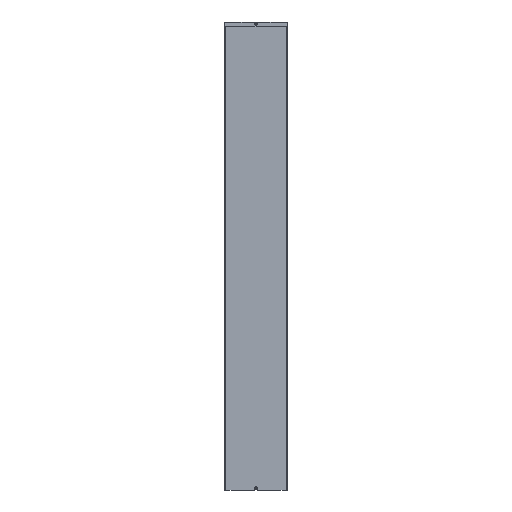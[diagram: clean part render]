
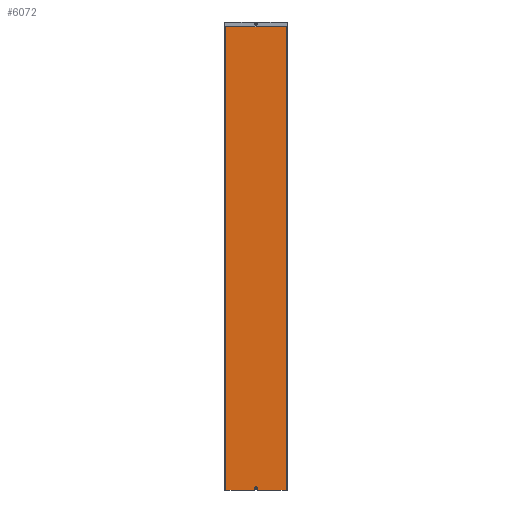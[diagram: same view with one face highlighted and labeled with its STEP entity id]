
A CAD part, front view. The second image highlights one B-rep face of the part: STEP entity #6072.
In plain terms, the highlighted planar face has unit normal (0, -1, 0).
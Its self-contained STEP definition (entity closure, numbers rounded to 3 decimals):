
#65 = CARTESIAN_POINT ( 'NONE',  ( -200., 0., -2969. ) ) ;
#130 = CARTESIAN_POINT ( 'NONE',  ( -200., 0., -2968.5 ) ) ;
#156 = DIRECTION ( 'NONE',  ( 0., -1., 0. ) ) ;
#176 = CIRCLE ( 'NONE', #5007, 7.3 ) ;
#247 = EDGE_CURVE ( 'NONE', #964, #5425, #7982, .T. ) ;
#343 = DIRECTION ( 'NONE',  ( 1., 0., 0. ) ) ;
#406 = VECTOR ( 'NONE', #343, 1000. ) ;
#414 = AXIS2_PLACEMENT_3D ( 'NONE', #993, #5516, #1651 ) ;
#501 = CARTESIAN_POINT ( 'NONE',  ( 0., 0., 0. ) ) ;
#518 = LINE ( 'NONE', #65, #3622 ) ;
#565 = EDGE_CURVE ( 'NONE', #1989, #7744, #1735, .T. ) ;
#592 = DIRECTION ( 'NONE',  ( 1., 0., 0. ) ) ;
#615 = VECTOR ( 'NONE', #2513, 1000. ) ;
#898 = VERTEX_POINT ( 'NONE', #4114 ) ;
#964 = VERTEX_POINT ( 'NONE', #4136 ) ;
#993 = CARTESIAN_POINT ( 'NONE',  ( -10.5, 0., -2969.5 ) ) ;
#1171 = EDGE_CURVE ( 'NONE', #7168, #6052, #6225, .T. ) ;
#1185 = CARTESIAN_POINT ( 'NONE',  ( -11.207, 0., -2968.793 ) ) ;
#1214 = CARTESIAN_POINT ( 'NONE',  ( -11.621, 0., -2969. ) ) ;
#1341 = ORIENTED_EDGE ( 'NONE', *, *, #2125, .F. ) ;
#1365 = ORIENTED_EDGE ( 'NONE', *, *, #565, .T. ) ;
#1415 = LINE ( 'NONE', #6461, #3506 ) ;
#1444 = ORIENTED_EDGE ( 'NONE', *, *, #5421, .T. ) ;
#1498 = CARTESIAN_POINT ( 'NONE',  ( 200., 0., 0. ) ) ;
#1651 = DIRECTION ( 'NONE',  ( 0., 0., 1. ) ) ;
#1671 = CARTESIAN_POINT ( 'NONE',  ( 11.621, 0., -2969. ) ) ;
#1729 = VECTOR ( 'NONE', #2686, 1000. ) ;
#1735 = CIRCLE ( 'NONE', #2150, 7.3 ) ;
#1768 = CARTESIAN_POINT ( 'NONE',  ( -199., 0., 0. ) ) ;
#1882 = EDGE_CURVE ( 'NONE', #4235, #898, #1415, .T. ) ;
#1989 = VERTEX_POINT ( 'NONE', #5817 ) ;
#2125 = EDGE_CURVE ( 'NONE', #6052, #7188, #3026, .T. ) ;
#2150 = AXIS2_PLACEMENT_3D ( 'NONE', #5751, #5742, #5718 ) ;
#2153 = VECTOR ( 'NONE', #7926, 1000. ) ;
#2283 = EDGE_CURVE ( 'NONE', #3803, #6604, #5171, .T. ) ;
#2390 = CARTESIAN_POINT ( 'NONE',  ( 199., 0., -2969. ) ) ;
#2407 = CARTESIAN_POINT ( 'NONE',  ( 11.621, 0., -2968.5 ) ) ;
#2412 = ORIENTED_EDGE ( 'NONE', *, *, #4696, .T. ) ;
#2415 = EDGE_CURVE ( 'NONE', #5425, #3803, #7578, .T. ) ;
#2508 = CARTESIAN_POINT ( 'NONE',  ( 11.414, 0., -2969. ) ) ;
#2513 = DIRECTION ( 'NONE',  ( 0., 0., 1. ) ) ;
#2535 = DIRECTION ( 'NONE',  ( 0.707, 0., -0.707 ) ) ;
#2550 = VERTEX_POINT ( 'NONE', #5757 ) ;
#2562 = ORIENTED_EDGE ( 'NONE', *, *, #7813, .F. ) ;
#2631 = CARTESIAN_POINT ( 'NONE',  ( -199., 0., -2969. ) ) ;
#2686 = DIRECTION ( 'NONE',  ( 0., 0., 1. ) ) ;
#2758 = LINE ( 'NONE', #7020, #2153 ) ;
#2798 = VECTOR ( 'NONE', #7000, 1000. ) ;
#2873 = VERTEX_POINT ( 'NONE', #4518 ) ;
#2876 = CIRCLE ( 'NONE', #3842, 0.5 ) ;
#2966 = EDGE_CURVE ( 'NONE', #7168, #3375, #518, .T. ) ;
#3026 = LINE ( 'NONE', #1498, #6114 ) ;
#3065 = ORIENTED_EDGE ( 'NONE', *, *, #6375, .T. ) ;
#3104 = ORIENTED_EDGE ( 'NONE', *, *, #5602, .T. ) ;
#3134 = CARTESIAN_POINT ( 'NONE',  ( 0., 0., -2955. ) ) ;
#3158 = DIRECTION ( 'NONE',  ( 0., 1., 0. ) ) ;
#3190 = DIRECTION ( 'NONE',  ( 0., 0., 1. ) ) ;
#3273 = LINE ( 'NONE', #2390, #615 ) ;
#3375 = VERTEX_POINT ( 'NONE', #1214 ) ;
#3506 = VECTOR ( 'NONE', #4557, 1000. ) ;
#3587 = EDGE_CURVE ( 'NONE', #7744, #1989, #176, .T. ) ;
#3622 = VECTOR ( 'NONE', #4083, 1000. ) ;
#3648 = CARTESIAN_POINT ( 'NONE',  ( 10.5, 0., -2969.5 ) ) ;
#3678 = DIRECTION ( 'NONE',  ( 0., 1., 0. ) ) ;
#3689 = DIRECTION ( 'NONE',  ( 0., 0., 1. ) ) ;
#3803 = VERTEX_POINT ( 'NONE', #5013 ) ;
#3842 = AXIS2_PLACEMENT_3D ( 'NONE', #2407, #156, #7510 ) ;
#3945 = CARTESIAN_POINT ( 'NONE',  ( 11.268, 0., -2968.854 ) ) ;
#3951 = ORIENTED_EDGE ( 'NONE', *, *, #3587, .T. ) ;
#4047 = DIRECTION ( 'NONE',  ( 1., 0., 0. ) ) ;
#4063 = ORIENTED_EDGE ( 'NONE', *, *, #1882, .T. ) ;
#4083 = DIRECTION ( 'NONE',  ( 1., 0., 0. ) ) ;
#4114 = CARTESIAN_POINT ( 'NONE',  ( 199., 0., -2969. ) ) ;
#4136 = CARTESIAN_POINT ( 'NONE',  ( -10.5, 0., -2968.5 ) ) ;
#4193 = CARTESIAN_POINT ( 'NONE',  ( 10.5, 0., -2968.5 ) ) ;
#4235 = VERTEX_POINT ( 'NONE', #1671 ) ;
#4253 = AXIS2_PLACEMENT_3D ( 'NONE', #6621, #6591, #6565 ) ;
#4257 = DIRECTION ( 'NONE',  ( 0., -1., 0. ) ) ;
#4322 = PLANE ( 'NONE',  #7751 ) ;
#4453 = EDGE_LOOP ( 'NONE', ( #7835, #1444, #4063, #8066, #2562, #1341, #6413, #8021, #2412, #3104, #3065, #6122, #5951 ) ) ;
#4518 = CARTESIAN_POINT ( 'NONE',  ( -11.268, 0., -2968.854 ) ) ;
#4557 = DIRECTION ( 'NONE',  ( 1., 0., 0. ) ) ;
#4696 = EDGE_CURVE ( 'NONE', #3375, #2873, #6800, .T. ) ;
#4708 = EDGE_LOOP ( 'NONE', ( #3951, #1365 ) ) ;
#5007 = AXIS2_PLACEMENT_3D ( 'NONE', #3134, #3158, #3190 ) ;
#5013 = CARTESIAN_POINT ( 'NONE',  ( 11.207, 0., -2968.793 ) ) ;
#5122 = FACE_OUTER_BOUND ( 'NONE', #4453, .T. ) ;
#5171 = LINE ( 'NONE', #2508, #8166 ) ;
#5194 = VERTEX_POINT ( 'NONE', #1185 ) ;
#5340 = EDGE_CURVE ( 'NONE', #898, #2550, #3273, .T. ) ;
#5421 = EDGE_CURVE ( 'NONE', #6604, #4235, #2876, .T. ) ;
#5425 = VERTEX_POINT ( 'NONE', #4193 ) ;
#5438 = CARTESIAN_POINT ( 'NONE',  ( 200., 0., -2969. ) ) ;
#5516 = DIRECTION ( 'NONE',  ( 0., 1., 0. ) ) ;
#5602 = EDGE_CURVE ( 'NONE', #2873, #5194, #2758, .T. ) ;
#5718 = DIRECTION ( 'NONE',  ( 0., 0., 1. ) ) ;
#5728 = FACE_BOUND ( 'NONE', #4708, .T. ) ;
#5742 = DIRECTION ( 'NONE',  ( 0., 1., 0. ) ) ;
#5751 = CARTESIAN_POINT ( 'NONE',  ( 0., 0., -2955. ) ) ;
#5757 = CARTESIAN_POINT ( 'NONE',  ( 199., 0., 0. ) ) ;
#5817 = CARTESIAN_POINT ( 'NONE',  ( 0., 0., -2962.3 ) ) ;
#5951 = ORIENTED_EDGE ( 'NONE', *, *, #2415, .T. ) ;
#6052 = VERTEX_POINT ( 'NONE', #7274 ) ;
#6072 = ADVANCED_FACE ( 'NONE', ( #5728, #5122 ), #4322, .T. ) ;
#6114 = VECTOR ( 'NONE', #592, 1000. ) ;
#6122 = ORIENTED_EDGE ( 'NONE', *, *, #247, .T. ) ;
#6225 = LINE ( 'NONE', #2631, #1729 ) ;
#6273 = LINE ( 'NONE', #1768, #2798 ) ;
#6375 = EDGE_CURVE ( 'NONE', #5194, #964, #8210, .T. ) ;
#6413 = ORIENTED_EDGE ( 'NONE', *, *, #1171, .F. ) ;
#6461 = CARTESIAN_POINT ( 'NONE',  ( -200., 0., -2969. ) ) ;
#6504 = AXIS2_PLACEMENT_3D ( 'NONE', #3648, #3678, #3689 ) ;
#6565 = DIRECTION ( 'NONE',  ( 1., 0., 0. ) ) ;
#6591 = DIRECTION ( 'NONE',  ( 0., -1., 0. ) ) ;
#6604 = VERTEX_POINT ( 'NONE', #3945 ) ;
#6621 = CARTESIAN_POINT ( 'NONE',  ( -11.621, 0., -2968.5 ) ) ;
#6785 = CARTESIAN_POINT ( 'NONE',  ( 0., 0., -2947.7 ) ) ;
#6800 = CIRCLE ( 'NONE', #4253, 0.5 ) ;
#7000 = DIRECTION ( 'NONE',  ( 1., 0., 0. ) ) ;
#7020 = CARTESIAN_POINT ( 'NONE',  ( -11.414, 0., -2969. ) ) ;
#7168 = VERTEX_POINT ( 'NONE', #8273 ) ;
#7188 = VERTEX_POINT ( 'NONE', #501 ) ;
#7274 = CARTESIAN_POINT ( 'NONE',  ( -199., 0., 0. ) ) ;
#7510 = DIRECTION ( 'NONE',  ( 1., 0., 0. ) ) ;
#7578 = CIRCLE ( 'NONE', #6504, 1. ) ;
#7744 = VERTEX_POINT ( 'NONE', #6785 ) ;
#7751 = AXIS2_PLACEMENT_3D ( 'NONE', #5438, #4257, #4047 ) ;
#7813 = EDGE_CURVE ( 'NONE', #7188, #2550, #6273, .T. ) ;
#7835 = ORIENTED_EDGE ( 'NONE', *, *, #2283, .T. ) ;
#7926 = DIRECTION ( 'NONE',  ( 0.707, 0., 0.707 ) ) ;
#7982 = LINE ( 'NONE', #130, #406 ) ;
#8021 = ORIENTED_EDGE ( 'NONE', *, *, #2966, .T. ) ;
#8066 = ORIENTED_EDGE ( 'NONE', *, *, #5340, .T. ) ;
#8166 = VECTOR ( 'NONE', #2535, 1000. ) ;
#8210 = CIRCLE ( 'NONE', #414, 1. ) ;
#8273 = CARTESIAN_POINT ( 'NONE',  ( -199., 0., -2969. ) ) ;
